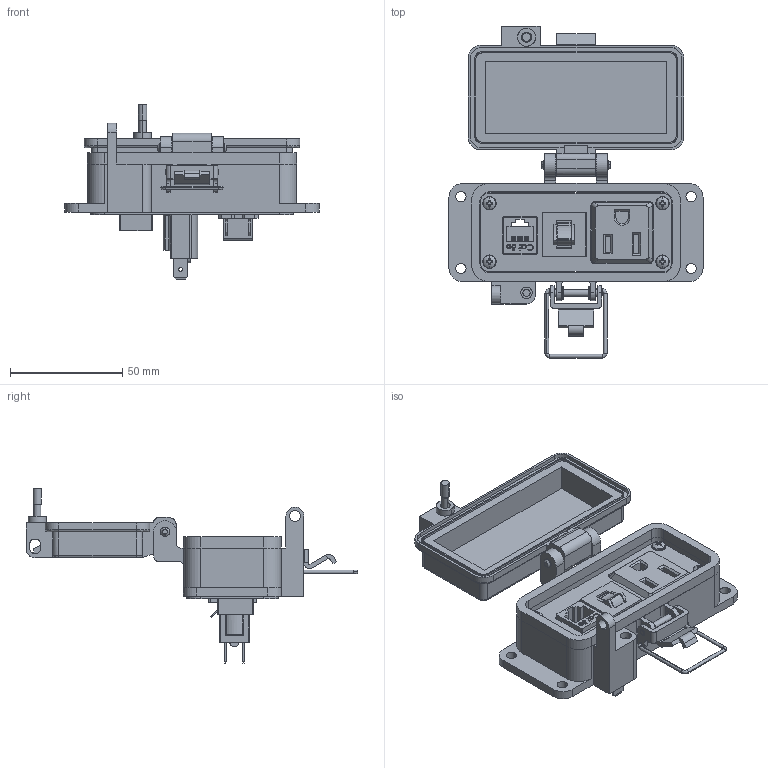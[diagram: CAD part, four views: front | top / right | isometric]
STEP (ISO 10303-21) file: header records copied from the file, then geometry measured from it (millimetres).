
FILE_DESCRIPTION (( 'STEP AP203' ), '1' );
FILE_NAME ('P-R2-F2R5_3D.STEP', '2022-06-16T15:26:32', ( '' ), ( '' ), 'SwSTEP 2.0', 'SolidWorks 2021', '' );
FILE_SCHEMA (( 'CONFIG_CONTROL_DESIGN' ));
Length unit declared in the file: millimetre
Products named in the file (13): P-R2-F2R5_BP180_1; R2; -F2; P-R2-F2R5_FP060_1; Z-CB-SM; P-R2-F2R5_3D; P-R2-F2R5_TP060_1; Z-H-F2_B; R; 92005A124_METRIC PAN HEAD PHILLIPS MACHINE SCREW_92005A124; Z-200-OTLT-R0SQ; Z-300-RJ45CAT5; CBX
Assembly tree (15 placements, depth 3):
  P-R2-F2R5_3D
    -F2
      Z-H-F2_B
    P-R2-F2R5_BP180_1
    P-R2-F2R5_FP060_1
    P-R2-F2R5_TP060_1
    R2
      Z-300-RJ45CAT5
    R
      Z-200-OTLT-R0SQ
    CBX
      Z-CB-SM
    92005A124_METRIC PAN HEAD PHILLIPS MACHINE SCREW_92005A124  x4
Bounding box: 113 x 147.61 x 77.73 mm (x, y, z)
Volume: 100241.7 mm3; surface area: 75396.7 mm2
Topology: 20 solids, 20 shells, 1846 faces, 5167 edges, 3420 vertices
Faces by surface type: cylinder 875, plane 738, bspline 164, cone 45, torus 16, sphere 8
Entity records: 51261 total; most frequent: CARTESIAN_POINT 18046, ORIENTED_EDGE 7178, DIRECTION 5792, EDGE_CURVE 3589, VERTEX_POINT 2373, LINE 2270, VECTOR 2270, AXIS2_PLACEMENT_3D 1761
